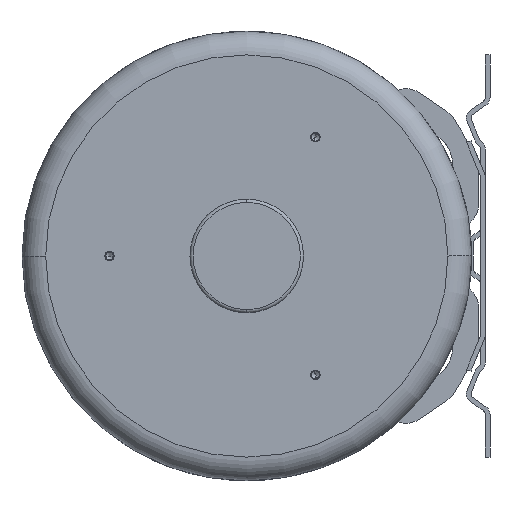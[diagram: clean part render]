
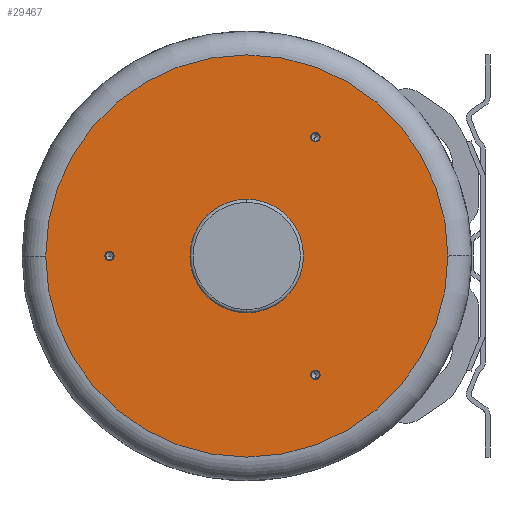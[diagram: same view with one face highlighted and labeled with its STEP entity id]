
A CAD part, left-side view. The second image highlights one B-rep face of the part: STEP entity #29467.
In plain terms, the highlighted planar face has unit normal (-1, 0, 0).
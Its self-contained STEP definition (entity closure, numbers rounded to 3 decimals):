
#11232=CARTESIAN_POINT('',(-73.5,0.,0.));
#11233=DIRECTION('',(-1.,0.,0.));
#11234=DIRECTION('',(0.,0.,1.));
#11235=AXIS2_PLACEMENT_3D('',#11232,#11233,#11234);
#11237=CARTESIAN_POINT('',(-73.5,0.,0.));
#11238=DIRECTION('',(-1.,0.,0.));
#11239=DIRECTION('',(0.,0.,-1.));
#11240=AXIS2_PLACEMENT_3D('',#11237,#11238,#11239);
#11242=CARTESIAN_POINT('',(-73.5,87.,0.));
#11243=DIRECTION('',(-1.,0.,0.));
#11244=DIRECTION('',(0.,1.,0.));
#11245=AXIS2_PLACEMENT_3D('',#11242,#11243,#11244);
#11247=CARTESIAN_POINT('',(-73.5,87.,0.));
#11248=DIRECTION('',(-1.,0.,0.));
#11249=DIRECTION('',(0.,-1.,0.));
#11250=AXIS2_PLACEMENT_3D('',#11247,#11248,#11249);
#11252=CARTESIAN_POINT('',(-73.5,-43.5,75.344));
#11253=DIRECTION('',(-1.,0.,0.));
#11254=DIRECTION('',(0.,-0.5,0.866));
#11255=AXIS2_PLACEMENT_3D('',#11252,#11253,#11254);
#11257=CARTESIAN_POINT('',(-73.5,-43.5,75.344));
#11258=DIRECTION('',(-1.,0.,0.));
#11259=DIRECTION('',(0.,0.5,-0.866));
#11260=AXIS2_PLACEMENT_3D('',#11257,#11258,#11259);
#11262=CARTESIAN_POINT('',(-73.5,-43.5,-75.344));
#11263=DIRECTION('',(-1.,0.,0.));
#11264=DIRECTION('',(0.,-0.5,-0.866));
#11265=AXIS2_PLACEMENT_3D('',#11262,#11263,#11264);
#11267=CARTESIAN_POINT('',(-73.5,-43.5,-75.344));
#11268=DIRECTION('',(-1.,0.,0.));
#11269=DIRECTION('',(0.,0.5,0.866));
#11270=AXIS2_PLACEMENT_3D('',#11267,#11268,#11269);
#11272=CARTESIAN_POINT('',(-73.5,0.,0.));
#11273=DIRECTION('',(-1.,0.,0.));
#11274=DIRECTION('',(0.,1.,0.));
#11275=AXIS2_PLACEMENT_3D('',#11272,#11273,#11274);
#11277=CARTESIAN_POINT('',(-73.5,0.,0.));
#11278=DIRECTION('',(-1.,0.,0.));
#11279=DIRECTION('',(0.,-1.,0.));
#11280=AXIS2_PLACEMENT_3D('',#11277,#11278,#11279);
#13164=CARTESIAN_POINT('',(-73.5,89.5,0.));
#13165=CARTESIAN_POINT('',(-73.5,84.5,0.));
#13166=VERTEX_POINT('',#13164);
#13167=VERTEX_POINT('',#13165);
#13174=CARTESIAN_POINT('',(-73.5,-44.75,77.509));
#13175=CARTESIAN_POINT('',(-73.5,-42.25,73.179));
#13176=VERTEX_POINT('',#13174);
#13177=VERTEX_POINT('',#13175);
#13184=CARTESIAN_POINT('',(-73.5,-44.75,-77.509));
#13185=CARTESIAN_POINT('',(-73.5,-42.25,-73.179));
#13186=VERTEX_POINT('',#13184);
#13187=VERTEX_POINT('',#13185);
#13208=CARTESIAN_POINT('',(-73.5,0.,36.));
#13209=CARTESIAN_POINT('',(-73.5,0.,-36.));
#13210=VERTEX_POINT('',#13208);
#13211=VERTEX_POINT('',#13209);
#15934=CARTESIAN_POINT('',(-73.5,127.5,0.));
#15935=CARTESIAN_POINT('',(-73.5,-127.5,0.));
#15936=VERTEX_POINT('',#15934);
#15937=VERTEX_POINT('',#15935);
#29433=CARTESIAN_POINT('',(-73.5,0.,0.));
#29434=DIRECTION('',(1.,0.,0.));
#29435=DIRECTION('',(0.,-1.,0.));
#29436=AXIS2_PLACEMENT_3D('',#29433,#29434,#29435);
#29437=PLANE('',#29436);
#29439=ORIENTED_EDGE('',*,*,#29438,.F.);
#29440=ORIENTED_EDGE('',*,*,#29423,.F.);
#29441=EDGE_LOOP('',(#29439,#29440));
#29442=FACE_OUTER_BOUND('',#29441,.F.);
#29444=ORIENTED_EDGE('',*,*,#29443,.T.);
#29446=ORIENTED_EDGE('',*,*,#29445,.T.);
#29447=EDGE_LOOP('',(#29444,#29446));
#29448=FACE_BOUND('',#29447,.F.);
#29450=ORIENTED_EDGE('',*,*,#29449,.T.);
#29452=ORIENTED_EDGE('',*,*,#29451,.T.);
#29453=EDGE_LOOP('',(#29450,#29452));
#29454=FACE_BOUND('',#29453,.F.);
#29456=ORIENTED_EDGE('',*,*,#29455,.T.);
#29458=ORIENTED_EDGE('',*,*,#29457,.T.);
#29459=EDGE_LOOP('',(#29456,#29458));
#29460=FACE_BOUND('',#29459,.F.);
#29462=ORIENTED_EDGE('',*,*,#29461,.T.);
#29464=ORIENTED_EDGE('',*,*,#29463,.T.);
#29465=EDGE_LOOP('',(#29462,#29464));
#29466=FACE_BOUND('',#29465,.F.);
#29467=ADVANCED_FACE('',(#29442,#29448,#29454,#29460,#29466),#29437,.F.);
#11236=CIRCLE('',#11235,36.);
#11241=CIRCLE('',#11240,36.);
#11246=CIRCLE('',#11245,2.5);
#11251=CIRCLE('',#11250,2.5);
#11256=CIRCLE('',#11255,2.5);
#11261=CIRCLE('',#11260,2.5);
#11266=CIRCLE('',#11265,2.5);
#11271=CIRCLE('',#11270,2.5);
#11276=CIRCLE('',#11275,127.5);
#11281=CIRCLE('',#11280,127.5);
#29423=EDGE_CURVE('',#15937,#15936,#11281,.T.);
#29438=EDGE_CURVE('',#15936,#15937,#11276,.T.);
#29443=EDGE_CURVE('',#13210,#13211,#11236,.T.);
#29445=EDGE_CURVE('',#13211,#13210,#11241,.T.);
#29449=EDGE_CURVE('',#13166,#13167,#11246,.T.);
#29451=EDGE_CURVE('',#13167,#13166,#11251,.T.);
#29455=EDGE_CURVE('',#13176,#13177,#11256,.T.);
#29457=EDGE_CURVE('',#13177,#13176,#11261,.T.);
#29461=EDGE_CURVE('',#13186,#13187,#11266,.T.);
#29463=EDGE_CURVE('',#13187,#13186,#11271,.T.);
